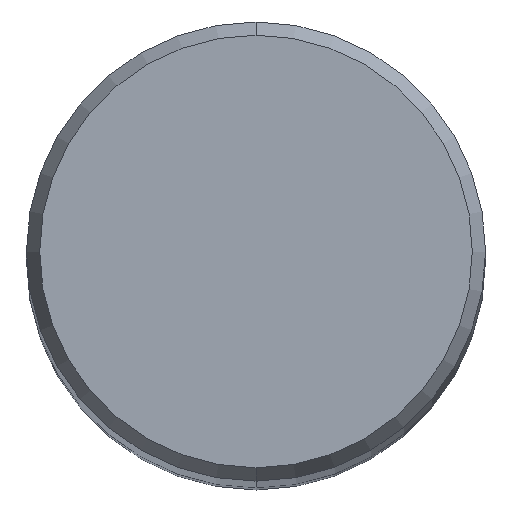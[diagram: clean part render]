
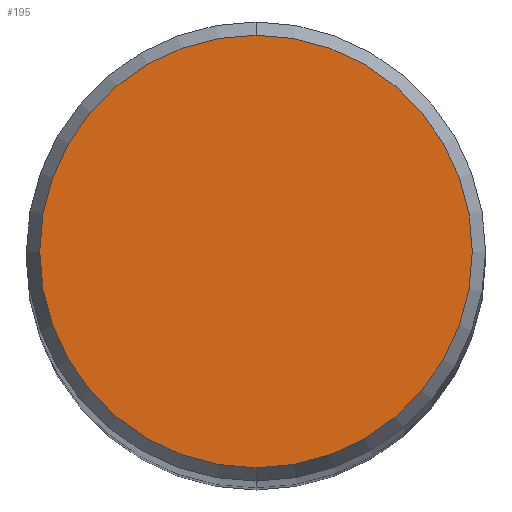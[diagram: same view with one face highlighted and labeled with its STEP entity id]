
A CAD part, top view. The second image highlights one B-rep face of the part: STEP entity #195.
In plain terms, the highlighted planar face has unit normal (0, 0, 1).
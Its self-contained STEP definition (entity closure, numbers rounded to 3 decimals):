
#195=ADVANCED_FACE('',(#467),#468,.T.);
#253=VERTEX_POINT('',#530);
#321=EDGE_CURVE('',#393,#253,#603,.T.);
#377=EDGE_CURVE('',#253,#393,#665,.T.);
#393=VERTEX_POINT('',#682);
#467=FACE_OUTER_BOUND('',#829,.T.);
#468=PLANE('',#830);
#530=CARTESIAN_POINT('',(0.0,3.74,0.));
#603=CIRCLE('',#1144,3.74);
#665=CIRCLE('',#1246,3.74);
#682=CARTESIAN_POINT('',(0.,-3.74,0.));
#829=EDGE_LOOP('',(#1358,#1359));
#830=AXIS2_PLACEMENT_3D('',#1360,#1361,#1362);
#1144=AXIS2_PLACEMENT_3D('',#1485,#1486,#1487);
#1246=AXIS2_PLACEMENT_3D('',#1546,#1547,#1548);
#1358=ORIENTED_EDGE('',*,*,#377,.F.);
#1359=ORIENTED_EDGE('',*,*,#321,.F.);
#1360=CARTESIAN_POINT('',(0.0,1.87,0.));
#1361=DIRECTION('',(-0.0,0.0,1.0));
#1362=DIRECTION('',(0.0,-1.0,0.0));
#1485=CARTESIAN_POINT('',(0.0,0.0,0.));
#1486=DIRECTION('',(0.0,0.0,-1.0));
#1487=DIRECTION('',(0.0,1.0,0.0));
#1546=CARTESIAN_POINT('',(0.0,0.0,0.));
#1547=DIRECTION('',(0.0,0.0,-1.0));
#1548=DIRECTION('',(0.0,1.0,0.0));
